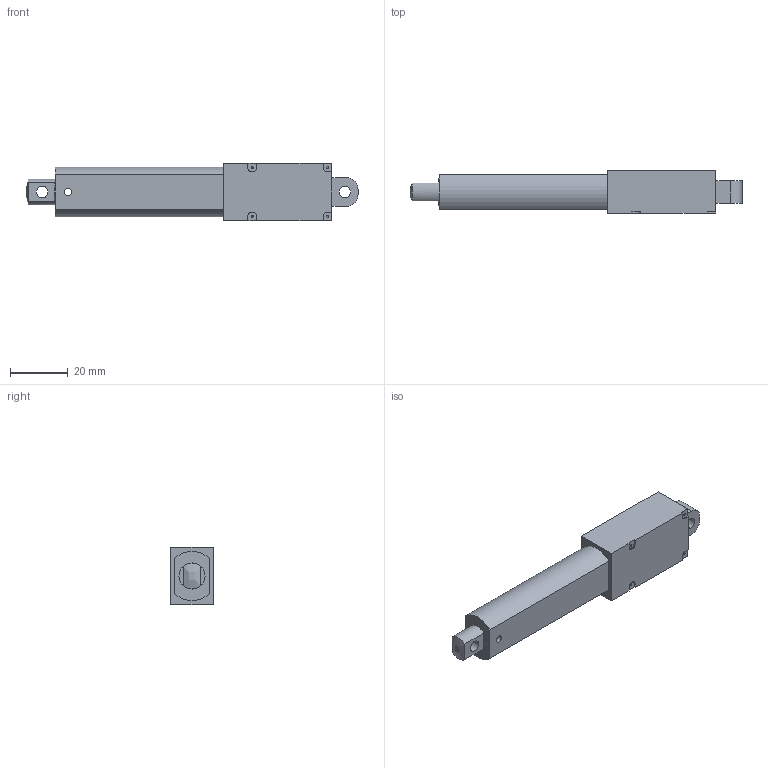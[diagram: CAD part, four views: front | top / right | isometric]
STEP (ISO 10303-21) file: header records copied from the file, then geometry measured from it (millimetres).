
FILE_DESCRIPTION (( 'STEP AP214' ), '1' );
FILE_NAME ('FIT0805.STEP', '2023-01-01T22:31:46', ( '' ), ( '' ), 'SwSTEP 2.0', 'SolidWorks 2019', '' );
FILE_SCHEMA (( 'AUTOMOTIVE_DESIGN' ));
Length unit declared in the file: millimetre
Products named in the file (1): FIT0805
Bounding box: 114.57 x 14.8 x 20 mm (x, y, z)
Volume: 22737 mm3; surface area: 7191.5 mm2
Topology: 3 solids, 3 shells, 65 faces, 162 edges, 108 vertices
Faces by surface type: plane 38, cylinder 26, bspline 1
Entity records: 2368 total; most frequent: CARTESIAN_POINT 351, DIRECTION 348, ORIENTED_EDGE 324, EDGE_CURVE 162, AXIS2_PLACEMENT_3D 121, VERTEX_POINT 108, LINE 106, VECTOR 106
